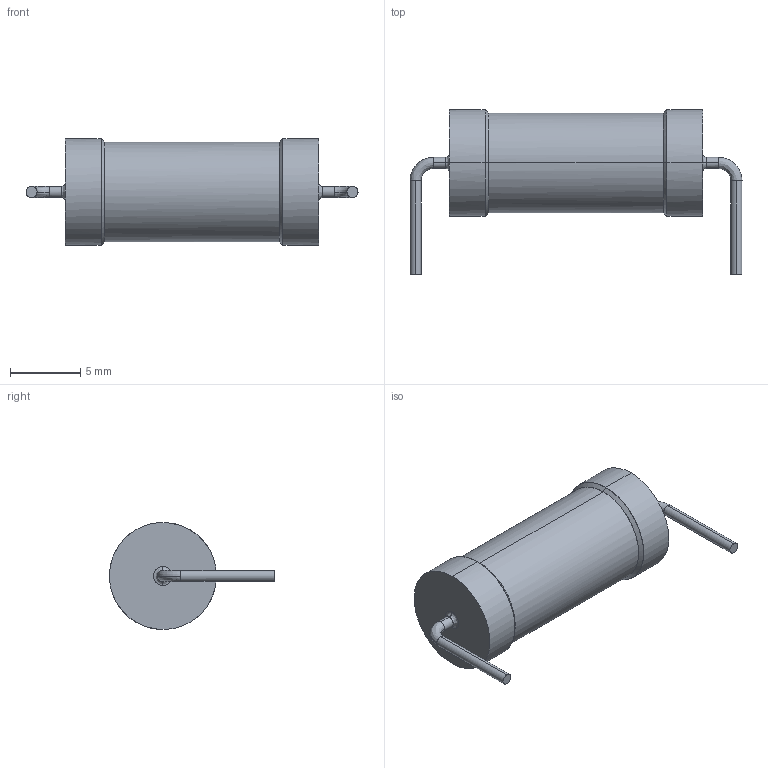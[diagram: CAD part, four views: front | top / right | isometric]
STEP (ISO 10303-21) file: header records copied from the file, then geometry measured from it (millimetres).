
FILE_DESCRIPTION(/* description */ (''),/* implementation_level */ '2;1');
FILE_NAME(/* name */ 'TH378C~1',/* time_stamp */ '2017-04-04T13:17:12+03:00',/* author */ (''),/* organization */ (''),/* preprocessor_version */ 'ST-DEVELOPER v15',/* originating_system */ '',/* authorisation */ '');
FILE_SCHEMA (('AUTOMOTIVE_DESIGN'));
Length unit declared in the file: inch
Products named in the file (1): Document
Bounding box: 23.65 x 11.74 x 7.62 mm (x, y, z)
Surface area: 555.6 mm2 (no closed solid volume)
Topology: 0 solids, 26 shells, 30 faces, 120 edges, 116 vertices
Faces by surface type: bspline 26, plane 4
Entity records: 1831 total; most frequent: CARTESIAN_POINT 1018, ORIENTED_EDGE 128, EDGE_CURVE 120, VERTEX_POINT 116, EDGE_LOOP 32, B_SPLINE_CURVE_WITH_KNOTS 32, ADVANCED_FACE 30, FACE_OUTER_BOUND 30
